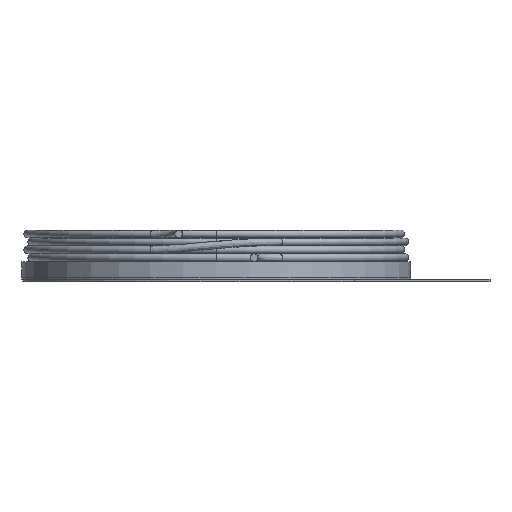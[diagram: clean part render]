
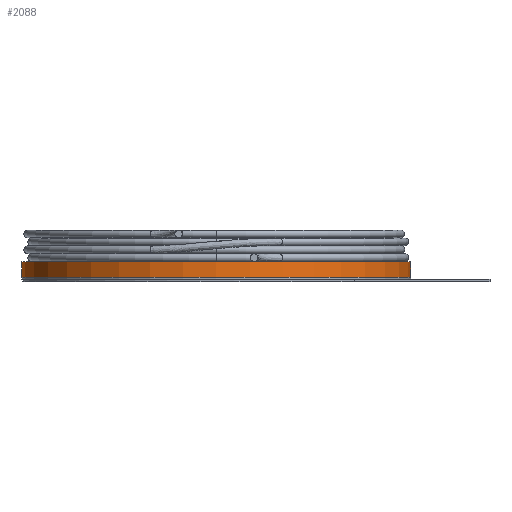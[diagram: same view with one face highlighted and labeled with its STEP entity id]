
A CAD part, front view. The second image highlights one B-rep face of the part: STEP entity #2088.
In plain terms, the highlighted cylindrical face has radius 5.15 mm (diameter 10.3 mm), a full revolution.
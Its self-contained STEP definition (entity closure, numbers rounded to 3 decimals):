
#109=CYLINDRICAL_SURFACE('',#2214,5.15);
#116=CIRCLE('',#2213,5.15);
#117=CIRCLE('',#2215,5.15);
#304=ORIENTED_EDGE('',*,*,#550,.T.);
#305=ORIENTED_EDGE('',*,*,#551,.F.);
#550=EDGE_CURVE('',#677,#677,#116,.T.);
#551=EDGE_CURVE('',#678,#678,#117,.T.);
#677=VERTEX_POINT('',#3273);
#678=VERTEX_POINT('',#3276);
#829=EDGE_LOOP('',(#304));
#830=EDGE_LOOP('',(#305));
#1050=FACE_BOUND('',#829,.T.);
#1051=FACE_BOUND('',#830,.T.);
#2088=ADVANCED_FACE('',(#1050,#1051),#109,.T.);
#2213=AXIS2_PLACEMENT_3D('',#3272,#2436,#2437);
#2214=AXIS2_PLACEMENT_3D('',#3274,#2438,#2439);
#2215=AXIS2_PLACEMENT_3D('',#3275,#2440,#2441);
#2436=DIRECTION('',(0.,0.,1.));
#2437=DIRECTION('',(1.,0.,0.));
#2438=DIRECTION('',(0.,0.,-1.));
#2439=DIRECTION('',(-1.,0.,0.));
#2440=DIRECTION('',(0.,0.,1.));
#2441=DIRECTION('',(1.,0.,0.));
#3272=CARTESIAN_POINT('',(0.,0.,0.));
#3273=CARTESIAN_POINT('',(5.15,0.,0.));
#3274=CARTESIAN_POINT('',(0.,0.,0.408));
#3275=CARTESIAN_POINT('',(0.,0.,0.408));
#3276=CARTESIAN_POINT('',(5.15,0.,0.408));
